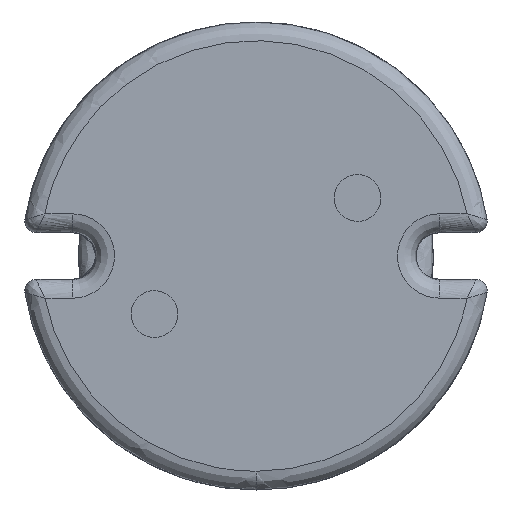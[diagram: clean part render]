
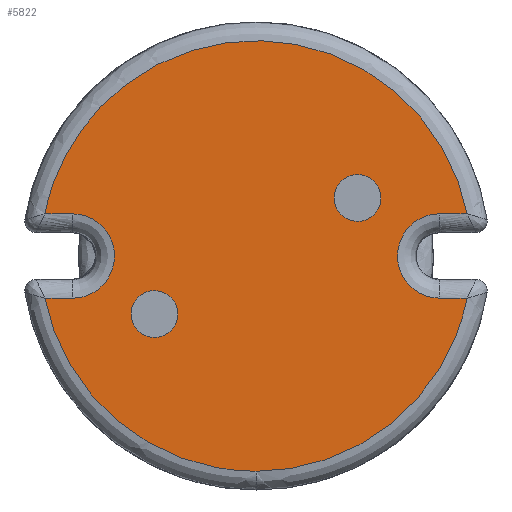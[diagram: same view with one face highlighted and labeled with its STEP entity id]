
A CAD part, front view. The second image highlights one B-rep face of the part: STEP entity #5822.
In plain terms, the highlighted free-form (B-spline) face has degree [1, 1] with [2, 2] control points.
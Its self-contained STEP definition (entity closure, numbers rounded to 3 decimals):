
#3711 = VERTEX_POINT('',#3712);
#3712 = CARTESIAN_POINT('',(1.066,-3.438,
    0.364));
#3717 = EDGE_CURVE('',#3711,#3718,#3720,.T.);
#3718 = VERTEX_POINT('',#3719);
#3719 = CARTESIAN_POINT('',(1.066,-3.438,
    0.855));
#3720 = ( BOUNDED_CURVE() B_SPLINE_CURVE(2,(#3721,#3722,#3723,#3724,
#3725),.UNSPECIFIED.,.F.,.F.) B_SPLINE_CURVE_WITH_KNOTS((3,2,3),(0.,
1.571,3.142),.PIECEWISE_BEZIER_KNOTS.) CURVE() 
GEOMETRIC_REPRESENTATION_ITEM() RATIONAL_B_SPLINE_CURVE((1.,
0.707,1.,0.707,1.)) REPRESENTATION_ITEM('') );
#3721 = CARTESIAN_POINT('',(1.066,-3.438,
    0.364));
#3722 = CARTESIAN_POINT('',(1.312,-3.438,
    0.364));
#3723 = CARTESIAN_POINT('',(1.312,-3.438,
    0.609));
#3724 = CARTESIAN_POINT('',(1.312,-3.438,
    0.855));
#3725 = CARTESIAN_POINT('',(1.066,-3.438,
    0.855));
#3759 = VERTEX_POINT('',#3760);
#3760 = CARTESIAN_POINT('',(-1.066,-3.438,
    -0.855));
#3765 = EDGE_CURVE('',#3759,#3766,#3768,.T.);
#3766 = VERTEX_POINT('',#3767);
#3767 = CARTESIAN_POINT('',(-1.066,-3.438,
    -0.364));
#3768 = ( BOUNDED_CURVE() B_SPLINE_CURVE(2,(#3769,#3770,#3771,#3772,
#3773),.UNSPECIFIED.,.F.,.F.) B_SPLINE_CURVE_WITH_KNOTS((3,2,3),(0.,
1.571,3.142),.PIECEWISE_BEZIER_KNOTS.) CURVE() 
GEOMETRIC_REPRESENTATION_ITEM() RATIONAL_B_SPLINE_CURVE((1.,
0.707,1.,0.707,1.)) REPRESENTATION_ITEM('') );
#3769 = CARTESIAN_POINT('',(-1.066,-3.438,
    -0.855));
#3770 = CARTESIAN_POINT('',(-0.82,-3.438,
    -0.855));
#3771 = CARTESIAN_POINT('',(-0.82,-3.438,
    -0.609));
#3772 = CARTESIAN_POINT('',(-0.82,-3.438,
    -0.364));
#3773 = CARTESIAN_POINT('',(-1.066,-3.438,
    -0.364));
#3949 = VERTEX_POINT('',#3950);
#3950 = CARTESIAN_POINT('',(0.,-3.438,-2.259));
#3956 = EDGE_CURVE('',#3957,#3949,#3959,.T.);
#3957 = VERTEX_POINT('',#3958);
#3958 = CARTESIAN_POINT('',(-2.215,-3.438,
    -0.442));
#3959 = ( BOUNDED_CURVE() B_SPLINE_CURVE(2,(#3960,#3961,#3962),
.UNSPECIFIED.,.F.,.F.) B_SPLINE_CURVE_WITH_KNOTS((3,3),(4.909,
6.283),.PIECEWISE_BEZIER_KNOTS.) CURVE() 
GEOMETRIC_REPRESENTATION_ITEM() RATIONAL_B_SPLINE_CURVE((1.,
0.773,1.)) REPRESENTATION_ITEM('') );
#3960 = CARTESIAN_POINT('',(-2.215,-3.438,
    -0.442));
#3961 = CARTESIAN_POINT('',(-1.853,-3.438,
    -2.259));
#3962 = CARTESIAN_POINT('',(0.,-3.438,
    -2.259));
#5822 = ADVANCED_FACE('',(#5823,#5834,#5845),#5912,.T.);
#5823 = FACE_BOUND('',#5824,.T.);
#5824 = EDGE_LOOP('',(#5825,#5833));
#5825 = ORIENTED_EDGE('',*,*,#5826,.F.);
#5826 = EDGE_CURVE('',#3718,#3711,#5827,.T.);
#5827 = ( BOUNDED_CURVE() B_SPLINE_CURVE(2,(#5828,#5829,#5830,#5831,
#5832),.UNSPECIFIED.,.F.,.F.) B_SPLINE_CURVE_WITH_KNOTS((3,2,3),(
    3.142,4.712,6.283),
.PIECEWISE_BEZIER_KNOTS.) CURVE() GEOMETRIC_REPRESENTATION_ITEM() 
RATIONAL_B_SPLINE_CURVE((1.,0.707,1.,0.707,1.)) 
REPRESENTATION_ITEM('') );
#5828 = CARTESIAN_POINT('',(1.066,-3.438,
    0.855));
#5829 = CARTESIAN_POINT('',(0.82,-3.438,
    0.855));
#5830 = CARTESIAN_POINT('',(0.82,-3.438,
    0.609));
#5831 = CARTESIAN_POINT('',(0.82,-3.438,
    0.364));
#5832 = CARTESIAN_POINT('',(1.066,-3.438,
    0.364));
#5833 = ORIENTED_EDGE('',*,*,#3717,.F.);
#5834 = FACE_BOUND('',#5835,.T.);
#5835 = EDGE_LOOP('',(#5836,#5844));
#5836 = ORIENTED_EDGE('',*,*,#5837,.F.);
#5837 = EDGE_CURVE('',#3766,#3759,#5838,.T.);
#5838 = ( BOUNDED_CURVE() B_SPLINE_CURVE(2,(#5839,#5840,#5841,#5842,
#5843),.UNSPECIFIED.,.F.,.F.) B_SPLINE_CURVE_WITH_KNOTS((3,2,3),(
    3.142,4.712,6.283),
.PIECEWISE_BEZIER_KNOTS.) CURVE() GEOMETRIC_REPRESENTATION_ITEM() 
RATIONAL_B_SPLINE_CURVE((1.,0.707,1.,0.707,1.)) 
REPRESENTATION_ITEM('') );
#5839 = CARTESIAN_POINT('',(-1.066,-3.438,
    -0.364));
#5840 = CARTESIAN_POINT('',(-1.312,-3.438,
    -0.364));
#5841 = CARTESIAN_POINT('',(-1.312,-3.438,
    -0.609));
#5842 = CARTESIAN_POINT('',(-1.312,-3.438,
    -0.855));
#5843 = CARTESIAN_POINT('',(-1.066,-3.438,
    -0.855));
#5844 = ORIENTED_EDGE('',*,*,#3765,.F.);
#5845 = FACE_BOUND('',#5846,.T.);
#5846 = EDGE_LOOP('',(#5847,#5848,#5856,#5863,#5873,#5880,#5890,#5897,
    #5907));
#5847 = ORIENTED_EDGE('',*,*,#3956,.T.);
#5848 = ORIENTED_EDGE('',*,*,#5849,.T.);
#5849 = EDGE_CURVE('',#3949,#5850,#5852,.T.);
#5850 = VERTEX_POINT('',#5851);
#5851 = CARTESIAN_POINT('',(2.215,-3.438,
    -0.442));
#5852 = ( BOUNDED_CURVE() B_SPLINE_CURVE(2,(#5853,#5854,#5855),
.UNSPECIFIED.,.F.,.F.) B_SPLINE_CURVE_WITH_KNOTS((3,3),(0.,
1.374),.PIECEWISE_BEZIER_KNOTS.) CURVE() 
GEOMETRIC_REPRESENTATION_ITEM() RATIONAL_B_SPLINE_CURVE((1.,
0.773,1.)) REPRESENTATION_ITEM('') );
#5853 = CARTESIAN_POINT('',(0.,-3.438,-2.259));
#5854 = CARTESIAN_POINT('',(1.853,-3.438,
    -2.259));
#5855 = CARTESIAN_POINT('',(2.215,-3.438,
    -0.442));
#5856 = ORIENTED_EDGE('',*,*,#5857,.T.);
#5857 = EDGE_CURVE('',#5850,#5858,#5860,.T.);
#5858 = VERTEX_POINT('',#5859);
#5859 = CARTESIAN_POINT('',(1.927,-3.438,
    -0.442));
#5860 = B_SPLINE_CURVE_WITH_KNOTS('',1,(#5861,#5862),.UNSPECIFIED.,.F.,
  .F.,(2,2),(-4.217,-3.923),.PIECEWISE_BEZIER_KNOTS.);
#5861 = CARTESIAN_POINT('',(2.215,-3.438,
    -0.442));
#5862 = CARTESIAN_POINT('',(1.927,-3.438,
    -0.442));
#5863 = ORIENTED_EDGE('',*,*,#5864,.T.);
#5864 = EDGE_CURVE('',#5858,#5865,#5867,.T.);
#5865 = VERTEX_POINT('',#5866);
#5866 = CARTESIAN_POINT('',(1.927,-3.438,
    0.442));
#5867 = ( BOUNDED_CURVE() B_SPLINE_CURVE(2,(#5868,#5869,#5870,#5871,
#5872),.UNSPECIFIED.,.F.,.F.) B_SPLINE_CURVE_WITH_KNOTS((3,2,3),(0.,
1.571,3.142),.PIECEWISE_BEZIER_KNOTS.) CURVE() 
GEOMETRIC_REPRESENTATION_ITEM() RATIONAL_B_SPLINE_CURVE((1.,
0.707,1.,0.707,1.)) REPRESENTATION_ITEM('') );
#5868 = CARTESIAN_POINT('',(1.927,-3.438,
    -0.442));
#5869 = CARTESIAN_POINT('',(1.485,-3.438,
    -0.442));
#5870 = CARTESIAN_POINT('',(1.485,-3.438,
    0.));
#5871 = CARTESIAN_POINT('',(1.485,-3.438,
    0.442));
#5872 = CARTESIAN_POINT('',(1.927,-3.438,
    0.442));
#5873 = ORIENTED_EDGE('',*,*,#5874,.T.);
#5874 = EDGE_CURVE('',#5865,#5875,#5877,.T.);
#5875 = VERTEX_POINT('',#5876);
#5876 = CARTESIAN_POINT('',(2.215,-3.438,
    0.442));
#5877 = B_SPLINE_CURVE_WITH_KNOTS('',1,(#5878,#5879),.UNSPECIFIED.,.F.,
  .F.,(2,2),(3.923,4.217),.PIECEWISE_BEZIER_KNOTS.);
#5878 = CARTESIAN_POINT('',(1.927,-3.438,
    0.442));
#5879 = CARTESIAN_POINT('',(2.215,-3.438,
    0.442));
#5880 = ORIENTED_EDGE('',*,*,#5881,.T.);
#5881 = EDGE_CURVE('',#5875,#5882,#5884,.T.);
#5882 = VERTEX_POINT('',#5883);
#5883 = CARTESIAN_POINT('',(-2.215,-3.438,
    0.442));
#5884 = ( BOUNDED_CURVE() B_SPLINE_CURVE(2,(#5885,#5886,#5887,#5888,
#5889),.UNSPECIFIED.,.F.,.F.) B_SPLINE_CURVE_WITH_KNOTS((3,2,3),(
    1.768,3.142,4.515),
.PIECEWISE_BEZIER_KNOTS.) CURVE() GEOMETRIC_REPRESENTATION_ITEM() 
RATIONAL_B_SPLINE_CURVE((1.,0.773,1.,0.773,1.)) 
REPRESENTATION_ITEM('') );
#5885 = CARTESIAN_POINT('',(2.215,-3.438,
    0.442));
#5886 = CARTESIAN_POINT('',(1.853,-3.438,2.259
    ));
#5887 = CARTESIAN_POINT('',(0.,-3.438,
    2.259));
#5888 = CARTESIAN_POINT('',(-1.853,-3.438,
    2.259));
#5889 = CARTESIAN_POINT('',(-2.215,-3.438,
    0.442));
#5890 = ORIENTED_EDGE('',*,*,#5891,.T.);
#5891 = EDGE_CURVE('',#5882,#5892,#5894,.T.);
#5892 = VERTEX_POINT('',#5893);
#5893 = CARTESIAN_POINT('',(-1.927,-3.438,
    0.442));
#5894 = B_SPLINE_CURVE_WITH_KNOTS('',1,(#5895,#5896),.UNSPECIFIED.,.F.,
  .F.,(2,2),(-0.294,0.),.PIECEWISE_BEZIER_KNOTS.);
#5895 = CARTESIAN_POINT('',(-2.215,-3.438,
    0.442));
#5896 = CARTESIAN_POINT('',(-1.927,-3.438,
    0.442));
#5897 = ORIENTED_EDGE('',*,*,#5898,.T.);
#5898 = EDGE_CURVE('',#5892,#5899,#5901,.T.);
#5899 = VERTEX_POINT('',#5900);
#5900 = CARTESIAN_POINT('',(-1.927,-3.438,
    -0.442));
#5901 = ( BOUNDED_CURVE() B_SPLINE_CURVE(2,(#5902,#5903,#5904,#5905,
#5906),.UNSPECIFIED.,.F.,.F.) B_SPLINE_CURVE_WITH_KNOTS((3,2,3),(
    3.142,4.712,6.283),
.PIECEWISE_BEZIER_KNOTS.) CURVE() GEOMETRIC_REPRESENTATION_ITEM() 
RATIONAL_B_SPLINE_CURVE((1.,0.707,1.,0.707,1.)) 
REPRESENTATION_ITEM('') );
#5902 = CARTESIAN_POINT('',(-1.927,-3.438,
    0.442));
#5903 = CARTESIAN_POINT('',(-1.485,-3.438,
    0.442));
#5904 = CARTESIAN_POINT('',(-1.485,-3.438,
    0.));
#5905 = CARTESIAN_POINT('',(-1.485,-3.438,
    -0.442));
#5906 = CARTESIAN_POINT('',(-1.927,-3.438,
    -0.442));
#5907 = ORIENTED_EDGE('',*,*,#5908,.T.);
#5908 = EDGE_CURVE('',#5899,#3957,#5909,.T.);
#5909 = B_SPLINE_CURVE_WITH_KNOTS('',1,(#5910,#5911),.UNSPECIFIED.,.F.,
  .F.,(2,2),(-0.,0.294),.PIECEWISE_BEZIER_KNOTS.);
#5910 = CARTESIAN_POINT('',(-1.927,-3.438,
    -0.442));
#5911 = CARTESIAN_POINT('',(-2.215,-3.438,
    -0.442));
#5912 = B_SPLINE_SURFACE_WITH_KNOTS('',1,1,(
    (#5913,#5914)
    ,(#5915,#5916
    )),.UNSPECIFIED.,.F.,.F.,.F.,(2,2),(2,2),(-2.3,2.3),(-4.217
    ,0.294),.PIECEWISE_BEZIER_KNOTS.);
#5913 = CARTESIAN_POINT('',(2.215,-3.438,
    -2.259));
#5914 = CARTESIAN_POINT('',(-2.215,-3.438,
    -2.259));
#5915 = CARTESIAN_POINT('',(2.215,-3.438,
    2.259));
#5916 = CARTESIAN_POINT('',(-2.215,-3.438,
    2.259));
